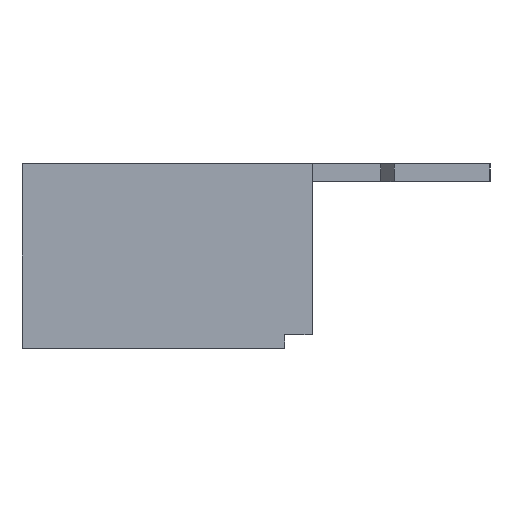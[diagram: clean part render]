
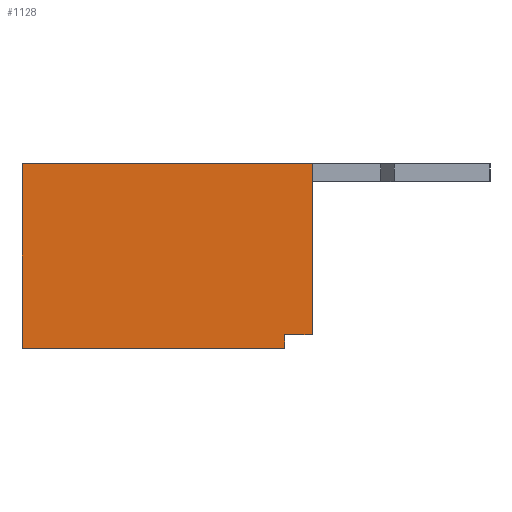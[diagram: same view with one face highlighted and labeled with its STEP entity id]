
A CAD part, left-side view. The second image highlights one B-rep face of the part: STEP entity #1128.
In plain terms, the highlighted planar face has unit normal (-1, 0, 0).
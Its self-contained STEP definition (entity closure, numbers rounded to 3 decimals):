
#1128=ADVANCED_FACE('',(#2929),#2930,.T.);
#2232=VERTEX_POINT('',#4034);
#2236=VERTEX_POINT('',#4038);
#2238=EDGE_CURVE('',#2236,#2232,#4040,.T.);
#2318=VERTEX_POINT('',#4120);
#2322=EDGE_CURVE('',#2232,#2318,#4124,.T.);
#2390=VERTEX_POINT('',#4192);
#2394=VERTEX_POINT('',#4196);
#2396=EDGE_CURVE('',#2394,#2390,#4198,.T.);
#2456=VERTEX_POINT('',#4258);
#2458=EDGE_CURVE('',#2456,#2236,#4260,.T.);
#2464=EDGE_CURVE('',#2390,#2456,#4266,.T.);
#2468=EDGE_CURVE('',#2318,#2394,#4270,.T.);
#2929=FACE_OUTER_BOUND('',#4721,.T.);
#2930=PLANE('',#4722);
#4034=CARTESIAN_POINT('',(0.0,13.0,13.5));
#4038=CARTESIAN_POINT('',(0.0,13.0,1.0));
#4040=LINE('',#6475,#6476);
#4120=CARTESIAN_POINT('',(0.0,34.2,13.5));
#4124=LINE('',#6607,#6608);
#4192=CARTESIAN_POINT('',(0.0,15.0,0.0));
#4196=CARTESIAN_POINT('',(0.0,34.2,0.0));
#4198=LINE('',#6723,#6724);
#4258=CARTESIAN_POINT('',(0.0,15.0,1.0));
#4260=LINE('',#6827,#6828);
#4266=LINE('',#6839,#6840);
#4270=LINE('',#6847,#6848);
#4721=EDGE_LOOP('',(#8226,#8227,#8228,#8229,#8230,#8231));
#4722=AXIS2_PLACEMENT_3D('',#8232,#8233,#8234);
#6475=CARTESIAN_POINT('',(0.0,13.0,1.0));
#6476=VECTOR('',#8601,1.0);
#6607=CARTESIAN_POINT('',(0.0,13.0,13.5));
#6608=VECTOR('',#8625,1.0);
#6723=CARTESIAN_POINT('',(0.0,34.2,0.0));
#6724=VECTOR('',#8646,1.0);
#6827=CARTESIAN_POINT('',(0.0,15.0,1.0));
#6828=VECTOR('',#8667,1.0);
#6839=CARTESIAN_POINT('',(0.0,15.0,0.0));
#6840=VECTOR('',#8670,1.0);
#6847=CARTESIAN_POINT('',(0.0,34.2,13.5));
#6848=VECTOR('',#8672,1.0);
#8226=ORIENTED_EDGE('',*,*,#2468,.T.);
#8227=ORIENTED_EDGE('',*,*,#2396,.T.);
#8228=ORIENTED_EDGE('',*,*,#2464,.T.);
#8229=ORIENTED_EDGE('',*,*,#2458,.T.);
#8230=ORIENTED_EDGE('',*,*,#2238,.T.);
#8231=ORIENTED_EDGE('',*,*,#2322,.T.);
#8232=CARTESIAN_POINT('',(0.0,23.629,6.779));
#8233=DIRECTION('',(-1.0,0.0,0.0));
#8234=DIRECTION('',(0.0,1.0,0.0));
#8601=DIRECTION('',(0.0,0.0,1.0));
#8625=DIRECTION('',(0.0,1.0,0.0));
#8646=DIRECTION('',(0.0,-1.0,0.0));
#8667=DIRECTION('',(0.0,-1.0,0.0));
#8670=DIRECTION('',(0.0,0.0,1.0));
#8672=DIRECTION('',(0.0,0.0,-1.0));
